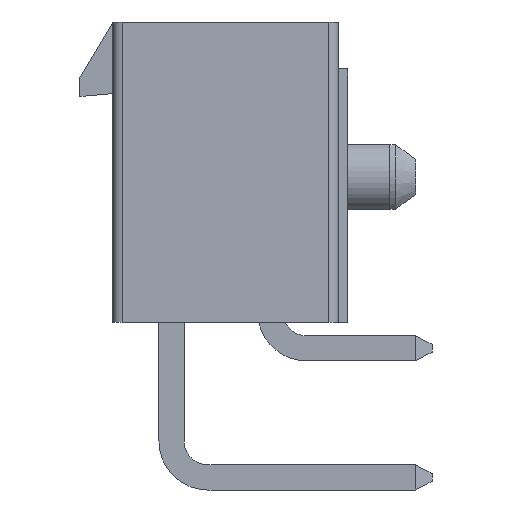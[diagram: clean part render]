
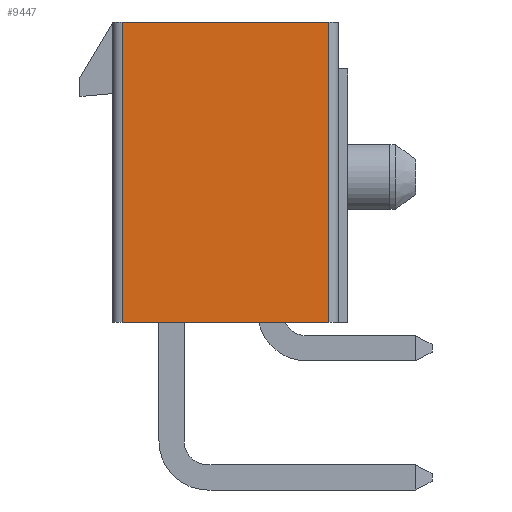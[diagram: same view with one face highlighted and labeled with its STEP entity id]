
A CAD part, left-side view. The second image highlights one B-rep face of the part: STEP entity #9447.
In plain terms, the highlighted planar face has unit normal (-1, 0, 0).
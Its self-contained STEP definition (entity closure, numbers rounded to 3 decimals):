
#26=DIRECTION('',(0.,1.,0.));
#27=VECTOR('',#26,8.8);
#28=CARTESIAN_POINT('',(-25.8,0.8,0.));
#29=LINE('',#28,#27);
#551=DIRECTION('',(0.,0.,1.));
#552=VECTOR('',#551,12.8);
#553=CARTESIAN_POINT('',(-25.8,9.6,-12.8));
#554=LINE('',#553,#552);
#560=DIRECTION('',(0.,0.,1.));
#561=VECTOR('',#560,12.8);
#562=CARTESIAN_POINT('',(-25.8,0.8,-12.8));
#563=LINE('',#562,#561);
#808=DIRECTION('',(0.,1.,0.));
#809=VECTOR('',#808,8.8);
#810=CARTESIAN_POINT('',(-25.8,0.8,-12.8));
#811=LINE('',#810,#809);
#7073=CARTESIAN_POINT('',(-25.8,9.6,0.));
#7074=VERTEX_POINT('',#7073);
#7075=CARTESIAN_POINT('',(-25.8,9.6,-12.8));
#7076=VERTEX_POINT('',#7075);
#7077=CARTESIAN_POINT('',(-25.8,0.8,-12.8));
#7078=CARTESIAN_POINT('',(-25.8,0.8,0.));
#7079=VERTEX_POINT('',#7077);
#7080=VERTEX_POINT('',#7078);
#9434=CARTESIAN_POINT('',(-25.8,0.4,0.));
#9435=DIRECTION('',(-1.,0.,0.));
#9436=DIRECTION('',(0.,1.,0.));
#9437=AXIS2_PLACEMENT_3D('',#9434,#9435,#9436);
#9438=PLANE('',#9437);
#9439=ORIENTED_EDGE('',*,*,#9427,.T.);
#9440=ORIENTED_EDGE('',*,*,#9072,.F.);
#9442=ORIENTED_EDGE('',*,*,#9441,.F.);
#9444=ORIENTED_EDGE('',*,*,#9443,.T.);
#9445=EDGE_LOOP('',(#9439,#9440,#9442,#9444));
#9446=FACE_OUTER_BOUND('',#9445,.F.);
#9447=ADVANCED_FACE('',(#9446),#9438,.T.);
#9072=EDGE_CURVE('',#7080,#7074,#29,.T.);
#9427=EDGE_CURVE('',#7076,#7074,#554,.T.);
#9441=EDGE_CURVE('',#7079,#7080,#563,.T.);
#9443=EDGE_CURVE('',#7079,#7076,#811,.T.);
